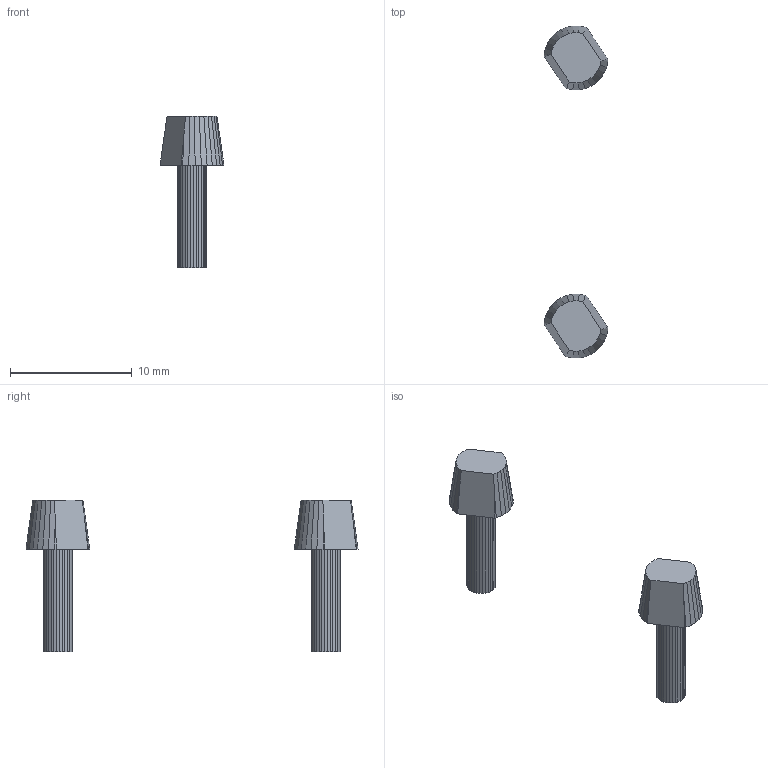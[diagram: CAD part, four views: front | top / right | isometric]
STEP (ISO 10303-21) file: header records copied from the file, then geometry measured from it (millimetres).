
FILE_DESCRIPTION(('HOOPS Exchange Step'),'2;1');
FILE_NAME('temp_export.step','2020-05-02T19:29:03+02:00',('mobile'),('Shapr3D Limited'),'HOOPS Exchange 2018.1','Shapr3D','Authorized');
FILE_SCHEMA( ('AP203_CONFIGURATION_CONTROLLED_3D_DESIGN_OF_MECHANICAL_PARTS_AND_ASSEMBLIES_MIM_LF') );
Length unit declared in the file: millimetre
Products named in the file (1): temp_export.x_b
Bounding box: 5.23 x 27.23 x 12.4 mm (x, y, z)
Volume: 212.7 mm3; surface area: 347.3 mm2
Topology: 4 solids, 4 shells, 120 faces, 336 edges, 224 vertices
Faces by surface type: plane 120
Entity records: 3808 total; most frequent: CARTESIAN_POINT 681, ORIENTED_EDGE 672, DIRECTION 578, VECTOR 336, LINE 336, EDGE_CURVE 336, VERTEX_POINT 224, AXIS2_PLACEMENT_3D 121
